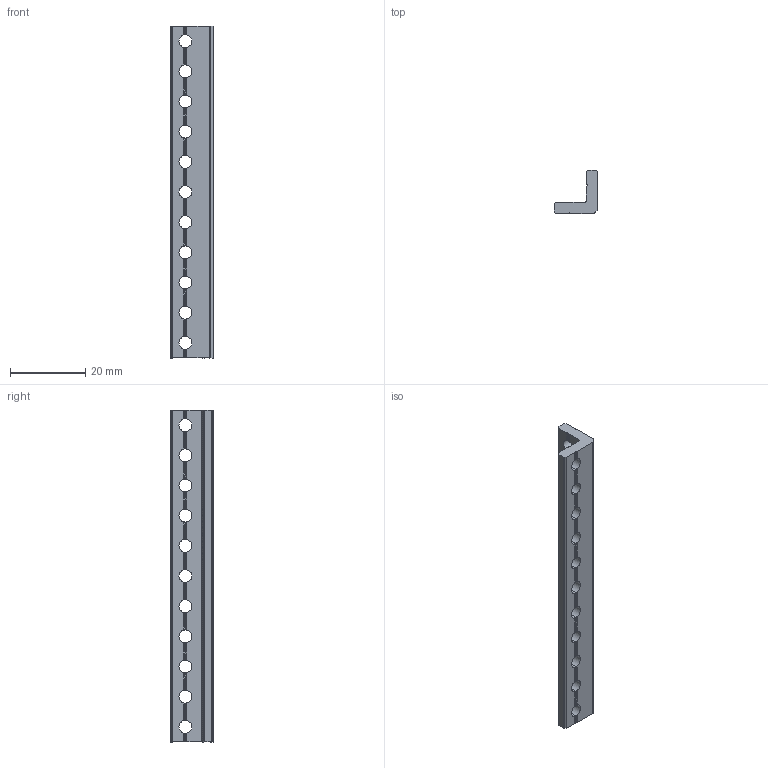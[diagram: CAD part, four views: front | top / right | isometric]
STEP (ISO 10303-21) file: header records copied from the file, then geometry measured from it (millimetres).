
FILE_DESCRIPTION (( 'STEP AP214' ), '1' );
FILE_NAME ('REV Robotics-REV-41-1707.STEP', '2020-11-27T04:17:35', ( '' ), ( '' ), 'SwSTEP 2.0', 'SolidWorks 2020', '' );
FILE_SCHEMA (( 'AUTOMOTIVE_DESIGN' ));
Length unit declared in the file: millimetre
Products named in the file (1): REV Robotics-REV-41-1707
Bounding box: 11.5 x 11.5 x 88 mm (x, y, z)
Volume: 4578.1 mm3; surface area: 4310.5 mm2
Topology: 1 solids, 1 shells, 324 faces, 1076 edges, 710 vertices
Faces by surface type: cylinder 211, plane 113
Entity records: 12602 total; most frequent: CARTESIAN_POINT 4223, ORIENTED_EDGE 2152, DIRECTION 1334, EDGE_CURVE 1076, VERTEX_POINT 710, AXIS2_PLACEMENT_3D 461, LINE 412, VECTOR 412
